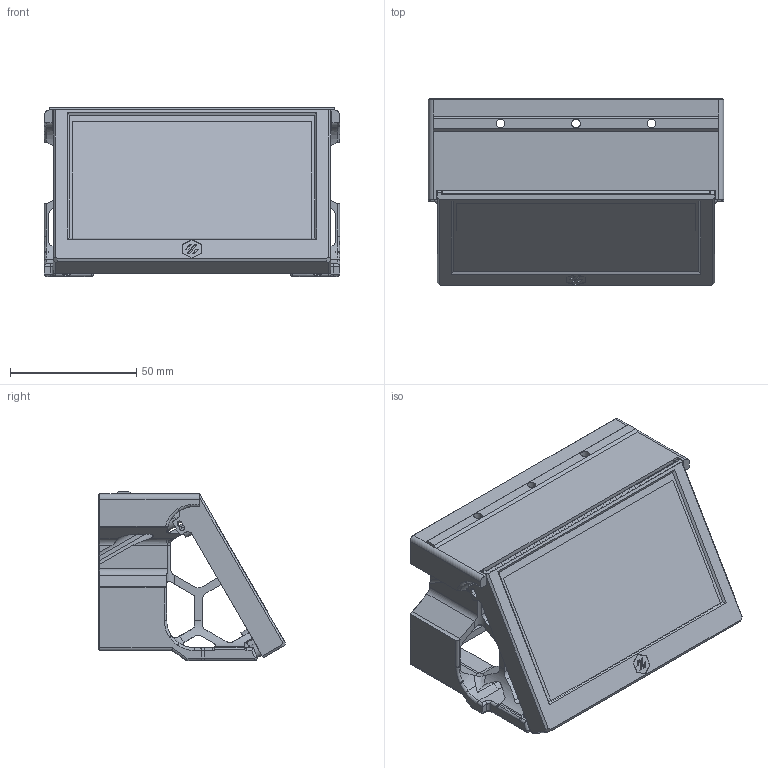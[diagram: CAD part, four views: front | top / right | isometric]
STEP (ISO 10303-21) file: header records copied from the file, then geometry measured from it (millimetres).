
FILE_DESCRIPTION(/* description */ (''),/* implementation_level */ '2;1');
FILE_NAME(/* name */ 'Extended Voron_v2.4_Waveshare_4.3inch_DSI_LCD_Mount v12.step',/* time_stamp */ '2022-08-06T19:10:49-04:00',/* author */ (''),/* organization */ (''),/* preprocessor_version */ 'ST-DEVELOPER v19',/* originating_system */ 'Autodesk Translation Framework v11.7.0.108',/* authorisation */ '');
FILE_SCHEMA (('AUTOMOTIVE_DESIGN { 1 0 10303 214 3 1 1 }'));
Length unit declared in the file: millimetre
Products named in the file (9): Extended Voron_v2.4_Waveshare_4.3inch_DSI_LCD_Mount; Waveshare 4.3" DSI LCD v5; pcb; pcb standoffs; foam; lcd back case; lcd; Extended Mount; Faceplate
Assembly tree (8 placements, depth 4):
  Extended Voron_v2.4_Waveshare_4.3inch_DSI_LCD_Mount
    Waveshare 4.3" DSI LCD v5
      pcb
        pcb standoffs
      foam
      lcd back case
      lcd
    Extended Mount
    Faceplate
Bounding box: 117 x 74.05 x 67 mm (x, y, z)
Volume: 128973.8 mm3; surface area: 100501.4 mm2
Topology: 15 solids, 15 shells, 607 faces, 1583 edges, 1007 vertices
Faces by surface type: plane 323, cylinder 182, bspline 52, cone 24, torus 18, sphere 8
Full cylindrical faces by diameter (mm): 1.5 x8, 1.6 x2, 3.4 x3, 5.5 x8, 6.5 x3
Entity records: 21366 total; most frequent: CARTESIAN_POINT 6227, ORIENTED_EDGE 3166, DIRECTION 2995, EDGE_CURVE 1583, VERTEX_POINT 1007, AXIS2_PLACEMENT_3D 1002, LINE 991, VECTOR 991
